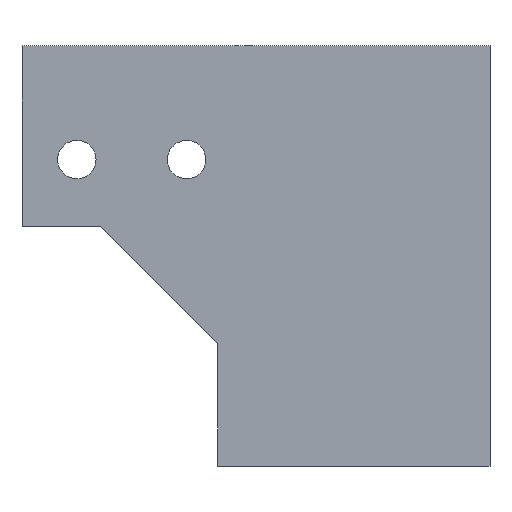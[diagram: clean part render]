
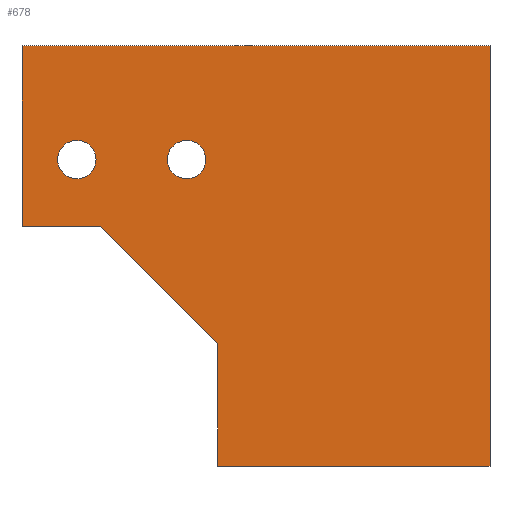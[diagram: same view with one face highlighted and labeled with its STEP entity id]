
A CAD part, front view. The second image highlights one B-rep face of the part: STEP entity #678.
In plain terms, the highlighted planar face has unit normal (0, -1, 0).
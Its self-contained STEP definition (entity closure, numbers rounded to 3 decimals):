
#19=FACE_BOUND('',#123,.T.);
#20=FACE_BOUND('',#124,.T.);
#50=PLANE('',#738);
#84=FACE_OUTER_BOUND('',#122,.T.);
#122=EDGE_LOOP('',(#610,#611,#612,#613,#614,#615,#616));
#123=EDGE_LOOP('',(#617));
#124=EDGE_LOOP('',(#618));
#139=LINE('',#948,#219);
#147=LINE('',#963,#227);
#167=LINE('',#1005,#247);
#171=LINE('',#1012,#251);
#180=LINE('',#1039,#260);
#208=LINE('',#1095,#288);
#209=LINE('',#1096,#289);
#219=VECTOR('',#776,10.);
#227=VECTOR('',#786,10.);
#247=VECTOR('',#820,10.);
#251=VECTOR('',#826,10.);
#260=VECTOR('',#855,10.);
#288=VECTOR('',#905,10.);
#289=VECTOR('',#906,10.);
#296=CIRCLE('',#701,2.45);
#300=CIRCLE('',#707,2.45);
#308=VERTEX_POINT('',#926);
#312=VERTEX_POINT('',#938);
#315=VERTEX_POINT('',#945);
#316=VERTEX_POINT('',#947);
#322=VERTEX_POINT('',#961);
#337=VERTEX_POINT('',#1004);
#339=VERTEX_POINT('',#1011);
#346=VERTEX_POINT('',#1036);
#364=VERTEX_POINT('',#1094);
#371=EDGE_CURVE('',#308,#308,#296,.T.);
#377=EDGE_CURVE('',#312,#312,#300,.T.);
#380=EDGE_CURVE('',#316,#315,#139,.T.);
#388=EDGE_CURVE('',#322,#315,#147,.T.);
#408=EDGE_CURVE('',#316,#337,#167,.T.);
#412=EDGE_CURVE('',#337,#339,#171,.T.);
#425=EDGE_CURVE('',#346,#322,#180,.T.);
#453=EDGE_CURVE('',#364,#346,#208,.T.);
#454=EDGE_CURVE('',#339,#364,#209,.T.);
#610=ORIENTED_EDGE('',*,*,#453,.F.);
#611=ORIENTED_EDGE('',*,*,#454,.F.);
#612=ORIENTED_EDGE('',*,*,#412,.F.);
#613=ORIENTED_EDGE('',*,*,#408,.F.);
#614=ORIENTED_EDGE('',*,*,#380,.T.);
#615=ORIENTED_EDGE('',*,*,#388,.F.);
#616=ORIENTED_EDGE('',*,*,#425,.F.);
#617=ORIENTED_EDGE('',*,*,#371,.T.);
#618=ORIENTED_EDGE('',*,*,#377,.T.);
#678=ADVANCED_FACE('',(#84,#19,#20),#50,.T.);
#701=AXIS2_PLACEMENT_3D('',#928,#756,#757);
#707=AXIS2_PLACEMENT_3D('',#940,#770,#771);
#738=AXIS2_PLACEMENT_3D('',#1093,#903,#904);
#756=DIRECTION('center_axis',(0.,1.,0.));
#757=DIRECTION('ref_axis',(-1.,0.,0.));
#770=DIRECTION('center_axis',(0.,1.,0.));
#771=DIRECTION('ref_axis',(-1.,0.,0.));
#776=DIRECTION('',(0.707,0.,-0.707));
#786=DIRECTION('',(0.,0.,1.));
#820=DIRECTION('',(-1.,0.,0.));
#826=DIRECTION('',(0.,0.,1.));
#855=DIRECTION('',(-1.,0.,0.));
#903=DIRECTION('center_axis',(0.,-1.,0.));
#904=DIRECTION('ref_axis',(0.,0.,-1.));
#905=DIRECTION('',(0.,0.,-1.));
#906=DIRECTION('',(1.,0.,0.));
#926=CARTESIAN_POINT('',(-18.55,-3.,34.1));
#928=CARTESIAN_POINT('Origin',(-21.,-3.,34.1));
#938=CARTESIAN_POINT('',(-4.551,-3.,34.1));
#940=CARTESIAN_POINT('Origin',(-7.001,-3.,34.1));
#945=CARTESIAN_POINT('',(-3.,-3.,10.6));
#947=CARTESIAN_POINT('',(-18.,-3.,25.6));
#948=CARTESIAN_POINT('',(-3.,-3.,10.6));
#961=CARTESIAN_POINT('',(-3.,-3.,-5.));
#963=CARTESIAN_POINT('',(-3.,-3.,-5.));
#1004=CARTESIAN_POINT('',(-28.,-3.,25.6));
#1005=CARTESIAN_POINT('',(-3.,-3.,25.6));
#1011=CARTESIAN_POINT('',(-28.,-3.,48.6));
#1012=CARTESIAN_POINT('',(-28.,-3.,48.6));
#1036=CARTESIAN_POINT('',(31.7,-3.,-5.));
#1039=CARTESIAN_POINT('',(31.7,-3.,-5.));
#1093=CARTESIAN_POINT('Origin',(0.,-3.,48.6));
#1094=CARTESIAN_POINT('',(31.7,-3.,48.6));
#1095=CARTESIAN_POINT('',(31.7,-3.,-3.));
#1096=CARTESIAN_POINT('',(0.,-3.,48.6));
